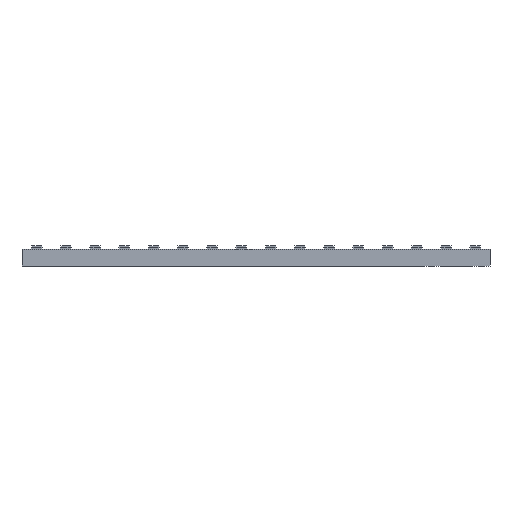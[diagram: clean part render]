
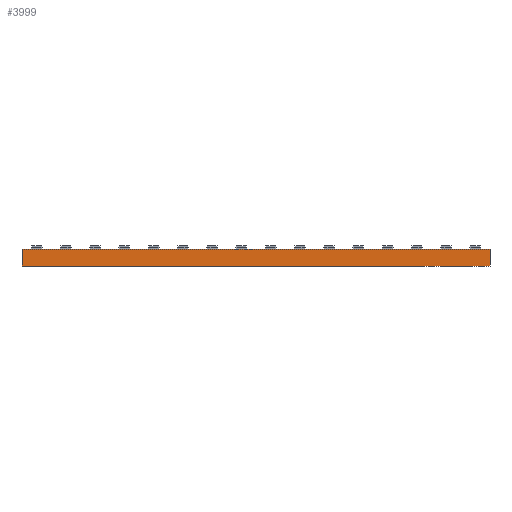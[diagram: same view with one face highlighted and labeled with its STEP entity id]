
A CAD part, front view. The second image highlights one B-rep face of the part: STEP entity #3999.
In plain terms, the highlighted planar face has unit normal (0, -1, 0).
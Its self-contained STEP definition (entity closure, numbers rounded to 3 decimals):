
#3818 = PLANE('',#3819);
#3819 = AXIS2_PLACEMENT_3D('',#3820,#3821,#3822);
#3820 = CARTESIAN_POINT('',(77.125,-42.75,0.));
#3821 = DIRECTION('',(1.,0.,-0.));
#3822 = DIRECTION('',(0.,-1.,0.));
#3843 = VERTEX_POINT('',#3844);
#3844 = CARTESIAN_POINT('',(77.125,-83.5,1.));
#3858 = PLANE('',#3859);
#3859 = AXIS2_PLACEMENT_3D('',#3860,#3861,#3862);
#3860 = CARTESIAN_POINT('',(63.125,-63.125,1.));
#3861 = DIRECTION('',(-0.,-0.,-1.));
#3862 = DIRECTION('',(-1.,0.,0.));
#3870 = EDGE_CURVE('',#3871,#3843,#3873,.T.);
#3871 = VERTEX_POINT('',#3872);
#3872 = CARTESIAN_POINT('',(77.125,-83.5,0.));
#3873 = SURFACE_CURVE('',#3874,(#3878,#3885),.PCURVE_S1.);
#3874 = LINE('',#3875,#3876);
#3875 = CARTESIAN_POINT('',(77.125,-83.5,0.));
#3876 = VECTOR('',#3877,1.);
#3877 = DIRECTION('',(0.,0.,1.));
#3878 = PCURVE('',#3818,#3879);
#3879 = DEFINITIONAL_REPRESENTATION('',(#3880),#3884);
#3880 = LINE('',#3881,#3882);
#3881 = CARTESIAN_POINT('',(40.75,0.));
#3882 = VECTOR('',#3883,1.);
#3883 = DIRECTION('',(0.,-1.));
#3884 = ( GEOMETRIC_REPRESENTATION_CONTEXT(2) 
PARAMETRIC_REPRESENTATION_CONTEXT() REPRESENTATION_CONTEXT('2D SPACE',''
  ) );
#3885 = PCURVE('',#3886,#3891);
#3886 = PLANE('',#3887);
#3887 = AXIS2_PLACEMENT_3D('',#3888,#3889,#3890);
#3888 = CARTESIAN_POINT('',(77.125,-83.5,0.));
#3889 = DIRECTION('',(0.,-1.,0.));
#3890 = DIRECTION('',(-1.,0.,0.));
#3891 = DEFINITIONAL_REPRESENTATION('',(#3892),#3896);
#3892 = LINE('',#3893,#3894);
#3893 = CARTESIAN_POINT('',(0.,-0.));
#3894 = VECTOR('',#3895,1.);
#3895 = DIRECTION('',(0.,-1.));
#3896 = ( GEOMETRIC_REPRESENTATION_CONTEXT(2) 
PARAMETRIC_REPRESENTATION_CONTEXT() REPRESENTATION_CONTEXT('2D SPACE',''
  ) );
#3912 = PLANE('',#3913);
#3913 = AXIS2_PLACEMENT_3D('',#3914,#3915,#3916);
#3914 = CARTESIAN_POINT('',(63.125,-63.125,0.));
#3915 = DIRECTION('',(-0.,-0.,-1.));
#3916 = DIRECTION('',(-1.,0.,0.));
#3945 = PLANE('',#3946);
#3946 = AXIS2_PLACEMENT_3D('',#3947,#3948,#3949);
#3947 = CARTESIAN_POINT('',(49.125,-83.5,0.));
#3948 = DIRECTION('',(-1.,0.,0.));
#3949 = DIRECTION('',(0.,1.,0.));
#3999 = ADVANCED_FACE('',(#4000),#3886,.T.);
#4000 = FACE_BOUND('',#4001,.T.);
#4001 = EDGE_LOOP('',(#4002,#4003,#4026,#4049));
#4002 = ORIENTED_EDGE('',*,*,#3870,.T.);
#4003 = ORIENTED_EDGE('',*,*,#4004,.T.);
#4004 = EDGE_CURVE('',#3843,#4005,#4007,.T.);
#4005 = VERTEX_POINT('',#4006);
#4006 = CARTESIAN_POINT('',(49.125,-83.5,1.));
#4007 = SURFACE_CURVE('',#4008,(#4012,#4019),.PCURVE_S1.);
#4008 = LINE('',#4009,#4010);
#4009 = CARTESIAN_POINT('',(77.125,-83.5,1.));
#4010 = VECTOR('',#4011,1.);
#4011 = DIRECTION('',(-1.,0.,0.));
#4012 = PCURVE('',#3886,#4013);
#4013 = DEFINITIONAL_REPRESENTATION('',(#4014),#4018);
#4014 = LINE('',#4015,#4016);
#4015 = CARTESIAN_POINT('',(0.,-1.));
#4016 = VECTOR('',#4017,1.);
#4017 = DIRECTION('',(1.,0.));
#4018 = ( GEOMETRIC_REPRESENTATION_CONTEXT(2) 
PARAMETRIC_REPRESENTATION_CONTEXT() REPRESENTATION_CONTEXT('2D SPACE',''
  ) );
#4019 = PCURVE('',#3858,#4020);
#4020 = DEFINITIONAL_REPRESENTATION('',(#4021),#4025);
#4021 = LINE('',#4022,#4023);
#4022 = CARTESIAN_POINT('',(-14.,-20.375));
#4023 = VECTOR('',#4024,1.);
#4024 = DIRECTION('',(1.,0.));
#4025 = ( GEOMETRIC_REPRESENTATION_CONTEXT(2) 
PARAMETRIC_REPRESENTATION_CONTEXT() REPRESENTATION_CONTEXT('2D SPACE',''
  ) );
#4026 = ORIENTED_EDGE('',*,*,#4027,.F.);
#4027 = EDGE_CURVE('',#4028,#4005,#4030,.T.);
#4028 = VERTEX_POINT('',#4029);
#4029 = CARTESIAN_POINT('',(49.125,-83.5,0.));
#4030 = SURFACE_CURVE('',#4031,(#4035,#4042),.PCURVE_S1.);
#4031 = LINE('',#4032,#4033);
#4032 = CARTESIAN_POINT('',(49.125,-83.5,0.));
#4033 = VECTOR('',#4034,1.);
#4034 = DIRECTION('',(0.,0.,1.));
#4035 = PCURVE('',#3886,#4036);
#4036 = DEFINITIONAL_REPRESENTATION('',(#4037),#4041);
#4037 = LINE('',#4038,#4039);
#4038 = CARTESIAN_POINT('',(28.,0.));
#4039 = VECTOR('',#4040,1.);
#4040 = DIRECTION('',(0.,-1.));
#4041 = ( GEOMETRIC_REPRESENTATION_CONTEXT(2) 
PARAMETRIC_REPRESENTATION_CONTEXT() REPRESENTATION_CONTEXT('2D SPACE',''
  ) );
#4042 = PCURVE('',#3945,#4043);
#4043 = DEFINITIONAL_REPRESENTATION('',(#4044),#4048);
#4044 = LINE('',#4045,#4046);
#4045 = CARTESIAN_POINT('',(0.,0.));
#4046 = VECTOR('',#4047,1.);
#4047 = DIRECTION('',(0.,-1.));
#4048 = ( GEOMETRIC_REPRESENTATION_CONTEXT(2) 
PARAMETRIC_REPRESENTATION_CONTEXT() REPRESENTATION_CONTEXT('2D SPACE',''
  ) );
#4049 = ORIENTED_EDGE('',*,*,#4050,.F.);
#4050 = EDGE_CURVE('',#3871,#4028,#4051,.T.);
#4051 = SURFACE_CURVE('',#4052,(#4056,#4063),.PCURVE_S1.);
#4052 = LINE('',#4053,#4054);
#4053 = CARTESIAN_POINT('',(77.125,-83.5,0.));
#4054 = VECTOR('',#4055,1.);
#4055 = DIRECTION('',(-1.,0.,0.));
#4056 = PCURVE('',#3886,#4057);
#4057 = DEFINITIONAL_REPRESENTATION('',(#4058),#4062);
#4058 = LINE('',#4059,#4060);
#4059 = CARTESIAN_POINT('',(0.,-0.));
#4060 = VECTOR('',#4061,1.);
#4061 = DIRECTION('',(1.,0.));
#4062 = ( GEOMETRIC_REPRESENTATION_CONTEXT(2) 
PARAMETRIC_REPRESENTATION_CONTEXT() REPRESENTATION_CONTEXT('2D SPACE',''
  ) );
#4063 = PCURVE('',#3912,#4064);
#4064 = DEFINITIONAL_REPRESENTATION('',(#4065),#4069);
#4065 = LINE('',#4066,#4067);
#4066 = CARTESIAN_POINT('',(-14.,-20.375));
#4067 = VECTOR('',#4068,1.);
#4068 = DIRECTION('',(1.,0.));
#4069 = ( GEOMETRIC_REPRESENTATION_CONTEXT(2) 
PARAMETRIC_REPRESENTATION_CONTEXT() REPRESENTATION_CONTEXT('2D SPACE',''
  ) );
